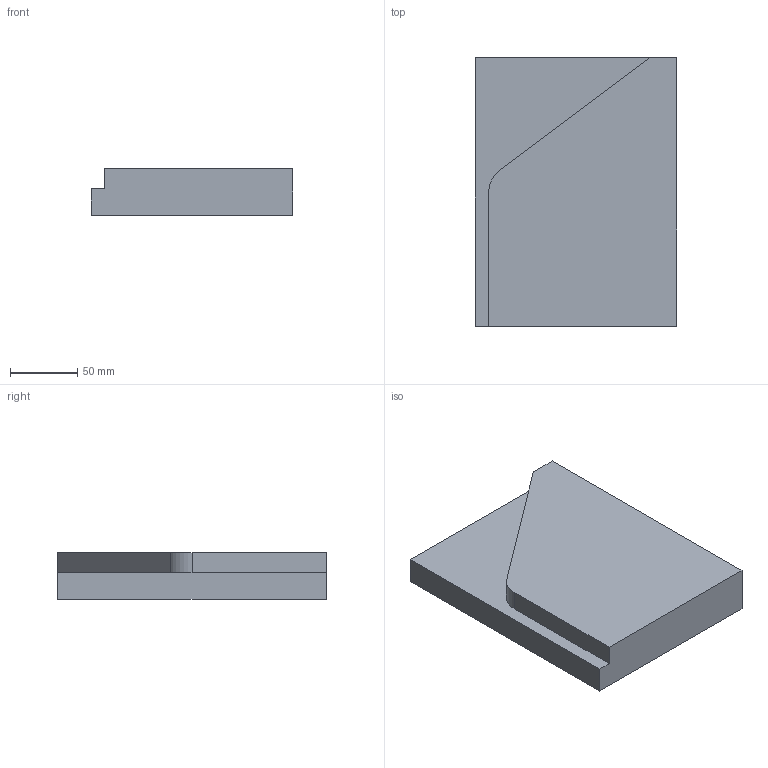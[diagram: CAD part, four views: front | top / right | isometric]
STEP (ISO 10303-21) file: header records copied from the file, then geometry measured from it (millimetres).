
FILE_DESCRIPTION(/* description */ (''),/* implementation_level */ '2;1');
FILE_NAME(/* name */ 'OPEN POCKET_02_NO Bound. walls, NO Int. fillets.stp',/* time_stamp */ '2022-03-24T15:39:44+01:00',/* author */ ('pschwitalla'),/* organization */ ('igus GmbH'),/* preprocessor_version */ 'ST-DEVELOPER v18.1',/* originating_system */ 'Autodesk Inventor 2020',/* authorisation */ '');
FILE_SCHEMA (('AUTOMOTIVE_DESIGN { 1 0 10303 214 3 1 1 }'));
Length unit declared in the file: millimetre
Products named in the file (1): Open pocket_3 walls
Bounding box: 150 x 200 x 35 mm (x, y, z)
Volume: 938781.9 mm3; surface area: 83278.2 mm2
Topology: 1 solids, 1 shells, 10 faces, 24 edges, 16 vertices
Faces by surface type: plane 9, cylinder 1
Entity records: 325 total; most frequent: CARTESIAN_POINT 51, ORIENTED_EDGE 48, DIRECTION 48, EDGE_CURVE 24, LINE 22, VECTOR 22, VERTEX_POINT 16, AXIS2_PLACEMENT_3D 13
